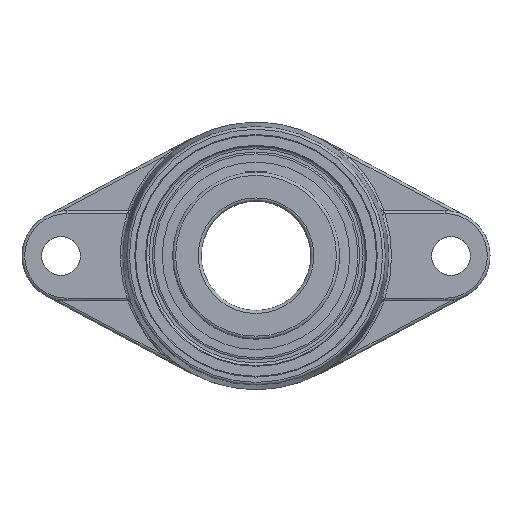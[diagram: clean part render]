
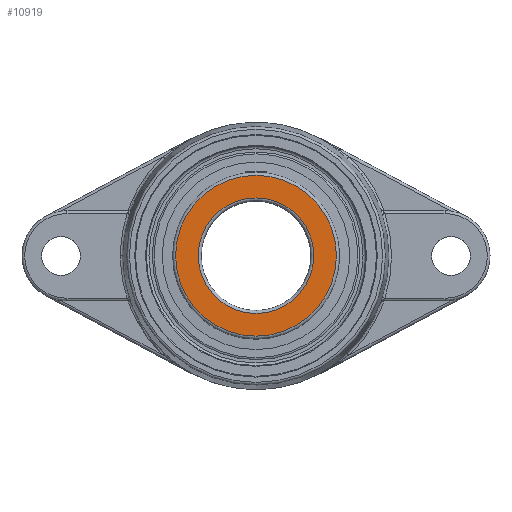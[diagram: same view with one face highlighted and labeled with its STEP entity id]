
A CAD part, top view. The second image highlights one B-rep face of the part: STEP entity #10919.
In plain terms, the highlighted face is planar.
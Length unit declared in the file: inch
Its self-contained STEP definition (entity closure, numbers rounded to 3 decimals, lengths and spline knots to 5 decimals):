
#10870=CARTESIAN_POINT('',(-0.75812,0.,0.));
#10871=VERTEX_POINT('',#10870);
#10881=CARTESIAN_POINT('',(-0.,0.,0.));
#10882=DIRECTION('',(0.,0.,-1.));
#10883=DIRECTION('',(1.,-0.,0.));
#10884=AXIS2_PLACEMENT_3D('',#10881,#10882,#10883);
#10885=CIRCLE('',#10884,0.75812);
#10886=EDGE_CURVE('',#10871,#10871,#10885,.T.);
#10891=CARTESIAN_POINT('',(-0.,0.,0.));
#10892=DIRECTION('',(-0.,-0.,1.));
#10893=DIRECTION('',(1.,-0.,0.));
#10894=AXIS2_PLACEMENT_3D('',#10891,#10892,#10893);
#10895=PLANE('',#10894);
#10896=CARTESIAN_POINT('',(-1.05513,0.,0.));
#10897=VERTEX_POINT('',#10896);
#10898=CARTESIAN_POINT('',(1.05513,-0.,0.));
#10899=VERTEX_POINT('',#10898);
#10900=CARTESIAN_POINT('',(-0.,0.,0.));
#10901=DIRECTION('',(0.,-0.,1.));
#10902=DIRECTION('',(-1.,0.,0.));
#10903=AXIS2_PLACEMENT_3D('',#10900,#10901,#10902);
#10904=CIRCLE('',#10903,1.05513);
#10905=EDGE_CURVE('',#10897,#10899,#10904,.T.);
#10906=ORIENTED_EDGE('',*,*,#10905,.F.);
#10907=CARTESIAN_POINT('',(-0.,0.,0.));
#10908=DIRECTION('',(0.,-0.,1.));
#10909=DIRECTION('',(-1.,0.,0.));
#10910=AXIS2_PLACEMENT_3D('',#10907,#10908,#10909);
#10911=CIRCLE('',#10910,1.05513);
#10912=EDGE_CURVE('',#10899,#10897,#10911,.T.);
#10913=ORIENTED_EDGE('',*,*,#10912,.F.);
#10914=EDGE_LOOP('',(#10906,#10913));
#10915=FACE_BOUND('',#10914,.T.);
#10916=ORIENTED_EDGE('',*,*,#10886,.F.);
#10917=EDGE_LOOP('',(#10916));
#10918=FACE_BOUND('',#10917,.T.);
#10919=ADVANCED_FACE('',(#10915,#10918),#10895,.F.);
